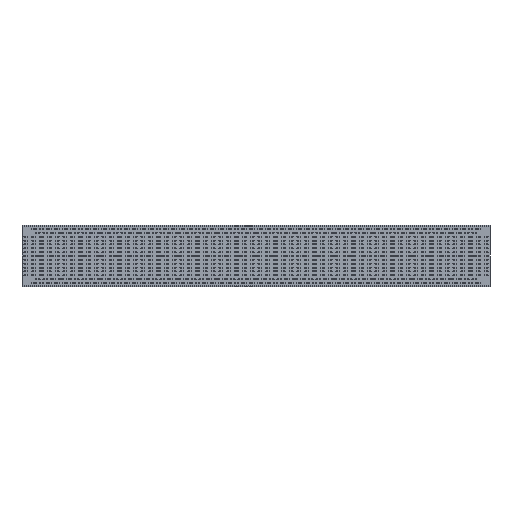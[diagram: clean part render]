
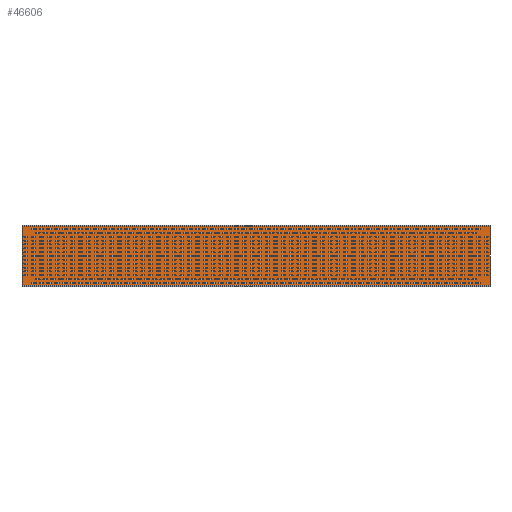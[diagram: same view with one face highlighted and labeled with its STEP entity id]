
A CAD part, top view. The second image highlights one B-rep face of the part: STEP entity #46606.
In plain terms, the highlighted planar face has unit normal (0, 0, 1).
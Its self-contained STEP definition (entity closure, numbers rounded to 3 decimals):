
#5918=FACE_OUTER_BOUND('',#7898,.T.);
#7898=EDGE_LOOP('',(#36948,#36949,#36950,#36951));
#13743=LINE('',#70016,#17587);
#13745=LINE('',#70025,#17589);
#13765=LINE('',#70077,#17609);
#13768=LINE('',#70082,#17612);
#17587=VECTOR('',#54451,1.);
#17589=VECTOR('',#54459,1.);
#17609=VECTOR('',#54511,1.);
#17612=VECTOR('',#54518,1.);
#21438=VERTEX_POINT('',#70013);
#21439=VERTEX_POINT('',#70015);
#21442=VERTEX_POINT('',#70022);
#21443=VERTEX_POINT('',#70024);
#29136=EDGE_CURVE('',#21439,#21438,#13743,.T.);
#29140=EDGE_CURVE('',#21442,#21443,#13745,.T.);
#29167=EDGE_CURVE('',#21443,#21438,#13765,.F.);
#29170=EDGE_CURVE('',#21442,#21439,#13768,.T.);
#36948=ORIENTED_EDGE('',*,*,#29167,.F.);
#36949=ORIENTED_EDGE('',*,*,#29140,.F.);
#36950=ORIENTED_EDGE('',*,*,#29170,.T.);
#36951=ORIENTED_EDGE('',*,*,#29136,.T.);
#44626=PLANE('',#48604);
#46606=ADVANCED_FACE('',(#5918),#44626,.T.);
#48604=AXIS2_PLACEMENT_3D('',#70097,#54540,#54541);
#54451=DIRECTION('',(0.,1.,0.));
#54459=DIRECTION('',(0.,1.,0.));
#54511=DIRECTION('',(-1.,0.,0.));
#54518=DIRECTION('',(1.,0.,0.));
#54540=DIRECTION('center_axis',(0.,0.,1.));
#54541=DIRECTION('ref_axis',(1.,0.,0.));
#70013=CARTESIAN_POINT('',(3158.391,318.114,-12.));
#70015=CARTESIAN_POINT('',(3158.391,-74.886,-12.));
#70016=CARTESIAN_POINT('',(3158.391,121.614,-12.));
#70022=CARTESIAN_POINT('',(128.391,-74.886,-12.));
#70024=CARTESIAN_POINT('',(128.391,318.114,-12.));
#70025=CARTESIAN_POINT('',(128.391,121.614,-12.));
#70077=CARTESIAN_POINT('',(1643.391,318.114,-12.));
#70082=CARTESIAN_POINT('',(1643.391,-74.886,-12.));
#70097=CARTESIAN_POINT('Origin',(1643.391,121.614,-12.));
